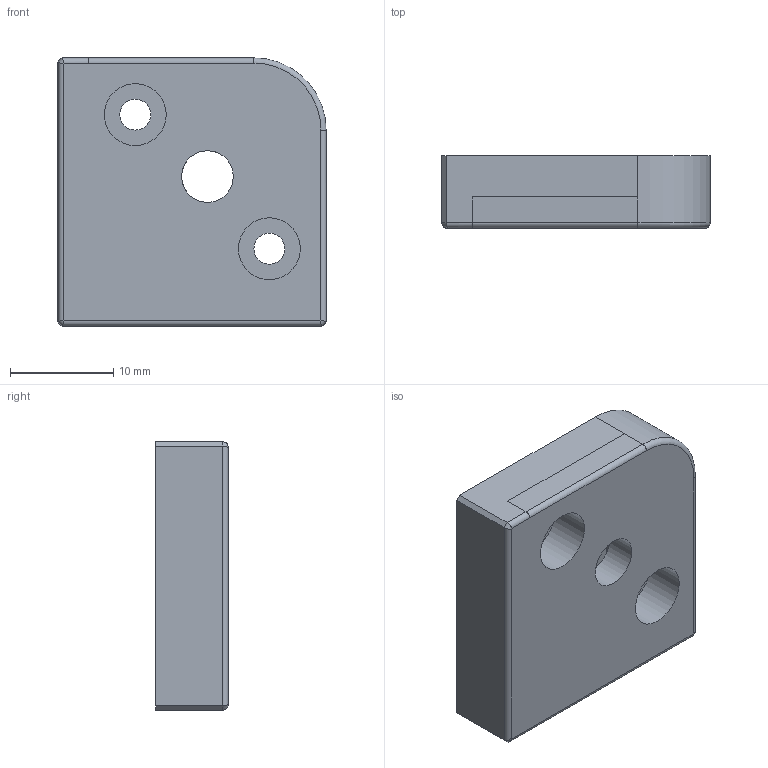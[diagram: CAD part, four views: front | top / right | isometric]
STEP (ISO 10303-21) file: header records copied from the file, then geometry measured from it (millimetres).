
FILE_DESCRIPTION(/* description */ (''),/* implementation_level */ '2;1');
FILE_NAME(/* name */ 'm5_foot_base_x4 v1.step',/* time_stamp */ '2024-01-24T23:46:39-05:00',/* author */ (''),/* organization */ (''),/* preprocessor_version */ 'ST-DEVELOPER v20',/* originating_system */ 'Autodesk Translation Framework v12.14.0.127',/* authorisation */ '');
FILE_SCHEMA (('AUTOMOTIVE_DESIGN { 1 0 10303 214 3 1 1 }'));
Length unit declared in the file: millimetre
Products named in the file (1): m5_foot_base_x4
Bounding box: 26 x 7 x 26 mm (x, y, z)
Volume: 4110.8 mm3; surface area: 2303.5 mm2
Topology: 1 solids, 1 shells, 52 faces, 127 edges, 79 vertices
Faces by surface type: plane 37, cylinder 14, torus 1
Full cylindrical faces by diameter (mm): 3 x2, 5 x1, 6 x2
Entity records: 1554 total; most frequent: DIRECTION 260, CARTESIAN_POINT 259, ORIENTED_EDGE 254, EDGE_CURVE 127, LINE 100, VECTOR 100, AXIS2_PLACEMENT_3D 80, VERTEX_POINT 79
